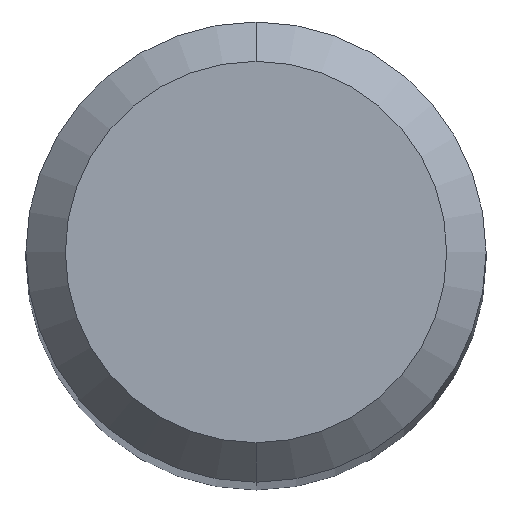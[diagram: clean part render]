
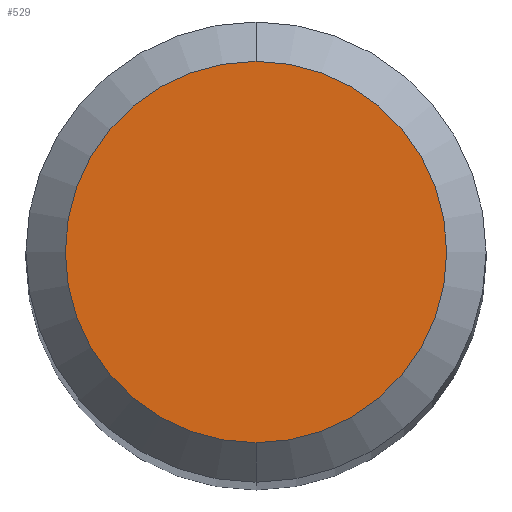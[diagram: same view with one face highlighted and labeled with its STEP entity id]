
A CAD part, top view. The second image highlights one B-rep face of the part: STEP entity #529.
In plain terms, the highlighted planar face has unit normal (0, 0, 1).
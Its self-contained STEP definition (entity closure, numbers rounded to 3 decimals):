
#305=VERTEX_POINT('',#700);
#309=VERTEX_POINT('',#704);
#379=EDGE_CURVE('',#305,#309,#783,.T.);
#529=ADVANCED_FACE('',(#947),#948,.T.);
#537=EDGE_CURVE('',#309,#305,#956,.T.);
#700=CARTESIAN_POINT('',(0.0,1.45,0.0));
#704=CARTESIAN_POINT('',(0.,-1.45,0.0));
#783=CIRCLE('',#1357,1.45);
#947=FACE_OUTER_BOUND('',#1656,.T.);
#948=PLANE('',#1657);
#956=CIRCLE('',#1670,1.45);
#1357=AXIS2_PLACEMENT_3D('',#1989,#1990,#1991);
#1656=EDGE_LOOP('',(#2157,#2158));
#1657=AXIS2_PLACEMENT_3D('',#2159,#2160,#2161);
#1670=AXIS2_PLACEMENT_3D('',#2164,#2165,#2166);
#1989=CARTESIAN_POINT('',(0.0,0.0,0.0));
#1990=DIRECTION('',(0.0,0.0,-1.0));
#1991=DIRECTION('',(0.0,1.0,0.0));
#2157=ORIENTED_EDGE('',*,*,#379,.F.);
#2158=ORIENTED_EDGE('',*,*,#537,.F.);
#2159=CARTESIAN_POINT('',(0.0,0.725,0.0));
#2160=DIRECTION('',(-0.0,0.0,1.0));
#2161=DIRECTION('',(0.0,-1.0,0.0));
#2164=CARTESIAN_POINT('',(0.0,0.0,0.0));
#2165=DIRECTION('',(0.0,0.0,-1.0));
#2166=DIRECTION('',(0.0,1.0,0.0));
